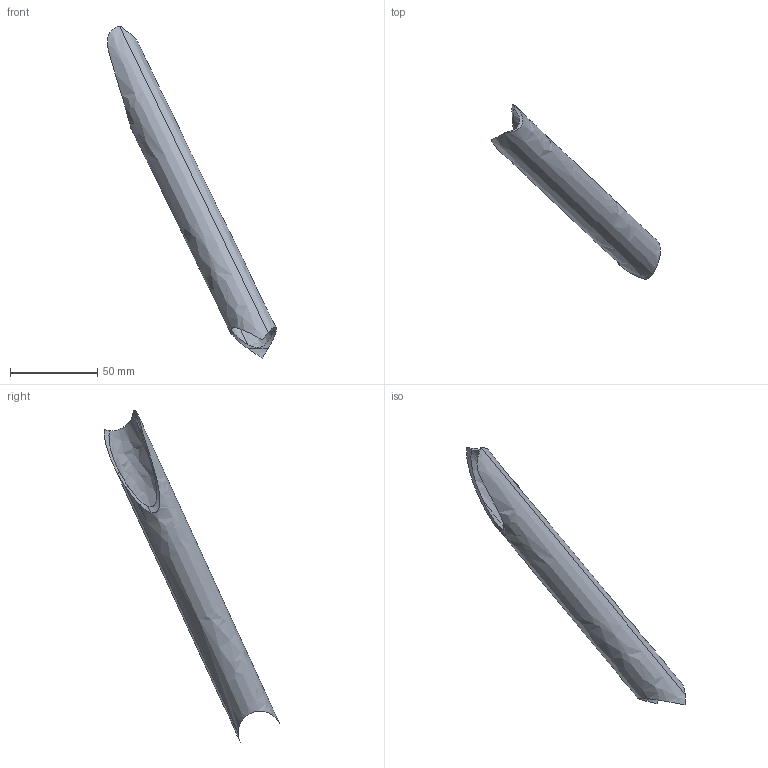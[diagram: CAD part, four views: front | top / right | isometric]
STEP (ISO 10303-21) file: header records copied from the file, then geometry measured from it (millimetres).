
FILE_DESCRIPTION(('CATIA V5 STEP Exchange'),'2;1');
FILE_NAME('17.stp','2017-12-23T18:05:01+00:00',('none'),('none'),'CATIA Version 5 Release 19 SP 2 (IN-10)','CATIA V5 STEP AP203','none');
FILE_SCHEMA(('CONFIG_CONTROL_DESIGN'));
Length unit declared in the file: millimetre
Products named in the file (1): Shape_931
Bounding box: 96.87 x 100.57 x 190.33 mm (x, y, z)
Volume: 20226.8 mm3; surface area: 27501.2 mm2
Topology: 1 solids, 1 shells, 11 faces, 31 edges, 21 vertices
Faces by surface type: bspline 6, cylinder 5
Entity records: 933 total; most frequent: CARTESIAN_POINT 688, ORIENTED_EDGE 62, EDGE_CURVE 31, B_SPLINE_CURVE_WITH_KNOTS 23, VERTEX_POINT 21, EDGE_LOOP 12, ADVANCED_FACE 11, FACE_OUTER_BOUND 11
